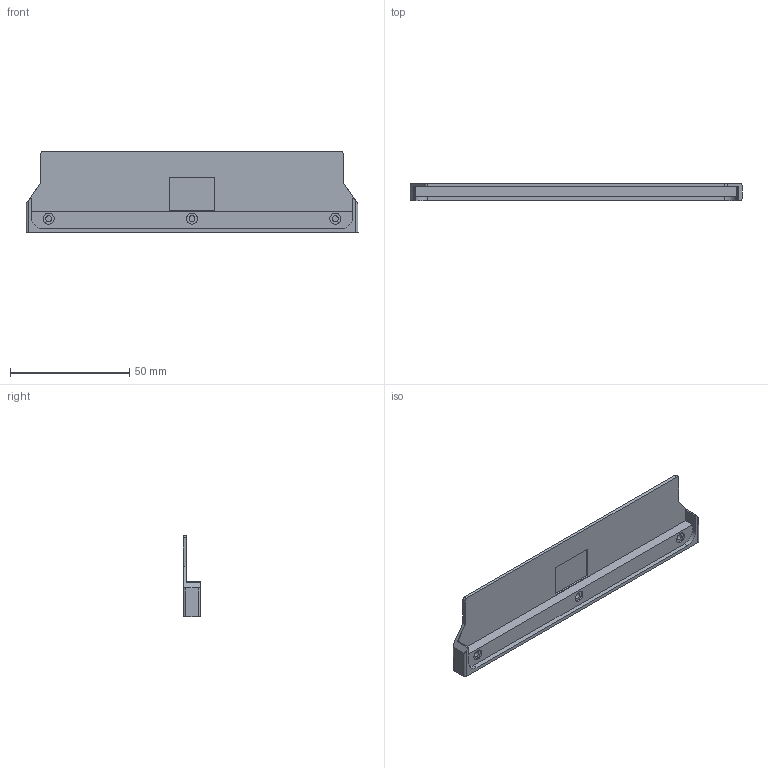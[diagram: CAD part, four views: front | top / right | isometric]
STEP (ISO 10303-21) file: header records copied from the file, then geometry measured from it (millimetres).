
FILE_DESCRIPTION(('HOOPS Exchange Step'),'2;1');
FILE_NAME('temp_export','2025-06-12T05:08:37-04:00',('Marton'),('Shapr3D Limited'),'HOOPS Exchange 2024.8','Shapr3D','Authorized');
FILE_SCHEMA( ('AP242_MANAGED_MODEL_BASED_3D_ENGINEERING_MIM_LF {1 0 10303 442 1 1 4}') );
Length unit declared in the file: millimetre
Products named in the file (7): Body; Linear Pattern 03; Linear Pattern 02; Linear Pattern 01; DISSIPADOR GTBR-V1_11-12-2024.step; C-S50W794261A_Body.step; root
Assembly tree (6 placements, depth 3):
  root
    C-S50W794261A_Body.step
      Body
      Linear Pattern 03
      Linear Pattern 02
      Linear Pattern 01
      DISSIPADOR GTBR-V1_11-12-2024.step
Bounding box: 139 x 7.4 x 34 mm (x, y, z)
Volume: 11321.4 mm3; surface area: 11673.3 mm2
Topology: 1 solids, 1 shells, 53 faces, 126 edges, 84 vertices
Faces by surface type: plane 29, cylinder 24
Full cylindrical faces by diameter (mm): 2.5 x5, 4.6 x3
Entity records: 1750 total; most frequent: CARTESIAN_POINT 333, DIRECTION 284, ORIENTED_EDGE 252, EDGE_CURVE 126, AXIS2_PLACEMENT_3D 103, VERTEX_POINT 84, VECTOR 78, LINE 78
